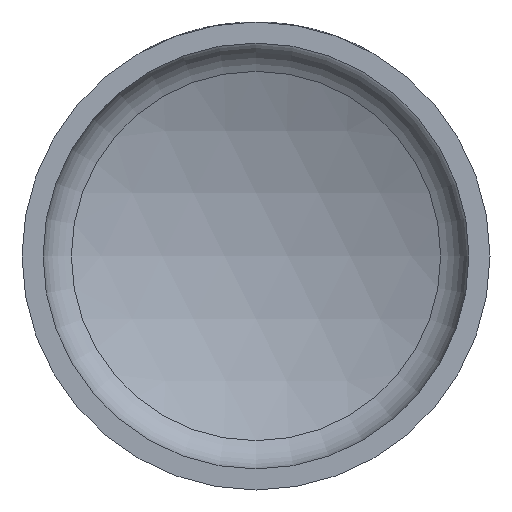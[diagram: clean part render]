
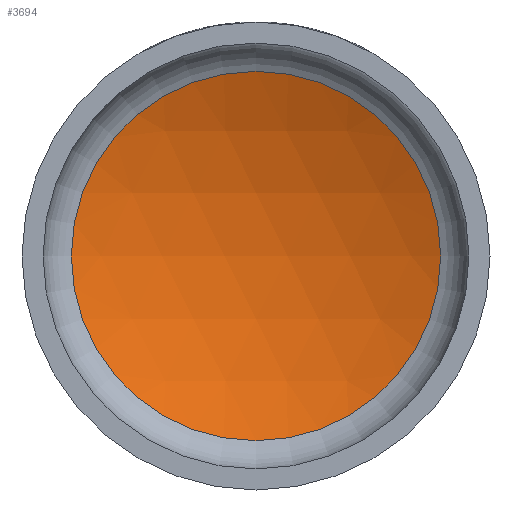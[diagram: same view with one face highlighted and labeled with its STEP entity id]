
A CAD part, front view. The second image highlights one B-rep face of the part: STEP entity #3694.
In plain terms, the highlighted spherical face has radius 44.5 mm.
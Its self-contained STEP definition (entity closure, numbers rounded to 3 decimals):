
#829 = CARTESIAN_POINT ( 'NONE',  ( 0., -29.802, 0. ) ) ;
#1982 = DIRECTION ( 'NONE',  ( 0., -1., 0. ) ) ;
#2073 = DIRECTION ( 'NONE',  ( 1., 0., 0. ) ) ;
#2258 = CIRCLE ( 'NONE', #11030, 17.556 ) ;
#2935 = SPHERICAL_SURFACE ( 'NONE', #5385, 44.5 ) ;
#3287 = ORIENTED_EDGE ( 'NONE', *, *, #6023, .T. ) ;
#3694 = ADVANCED_FACE ( 'NONE', ( #11785 ), #2935, .F. ) ;
#4290 = DIRECTION ( 'NONE',  ( 0., 0., -1. ) ) ;
#4958 = VERTEX_POINT ( 'NONE', #12062 ) ;
#5385 = AXIS2_PLACEMENT_3D ( 'NONE', #829, #9008, #2073 ) ;
#6023 = EDGE_CURVE ( 'NONE', #4958, #4958, #2258, .T. ) ;
#9008 = DIRECTION ( 'NONE',  ( 0., 0., 1. ) ) ;
#9137 = EDGE_LOOP ( 'NONE', ( #3287 ) ) ;
#11030 = AXIS2_PLACEMENT_3D ( 'NONE', #11220, #1982, #4290 ) ;
#11220 = CARTESIAN_POINT ( 'NONE',  ( 0., 11.089, 0. ) ) ;
#11785 = FACE_OUTER_BOUND ( 'NONE', #9137, .T. ) ;
#12062 = CARTESIAN_POINT ( 'NONE',  ( 0., 11.089, -17.556 ) ) ;
